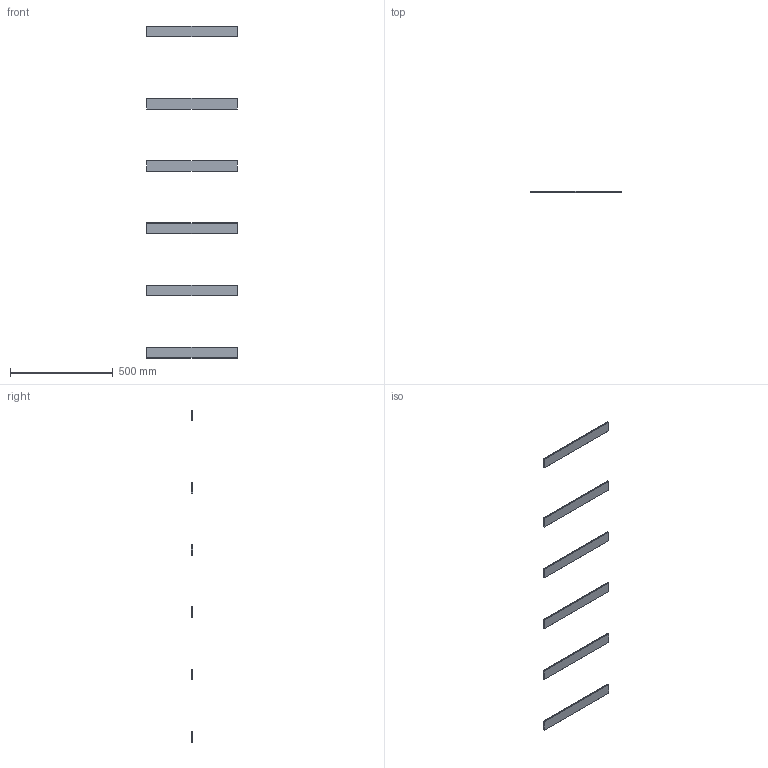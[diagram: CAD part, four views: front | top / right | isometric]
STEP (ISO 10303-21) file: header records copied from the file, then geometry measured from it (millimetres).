
FILE_DESCRIPTION(/* description */ (''),/* implementation_level */ '2;1');
FILE_NAME(/* name */ '3D_100-1202-XX_re_6 106331.stp',/* time_stamp */ '2022-03-17T14:13:46+01:00',/* author */ ('ps'),/* organization */ (''),/* preprocessor_version */ 'ST-DEVELOPER v18.1',/* originating_system */ 'Autodesk Inventor 2021',/* authorisation */ '');
FILE_SCHEMA (('CONFIG_CONTROL_DESIGN'));
Length unit declared in the file: millimetre
Products named in the file (2): Holz Einlage 3/3 B600 H52 re 6er; Holz Einlage H52 Pleno Liro 600 3/3
Assembly tree (6 placements, depth 2):
  Holz Einlage 3/3 B600 H52 re 6er
    Holz Einlage H52 Pleno Liro 600 3/3  x6
Bounding box: 442 x 6 x 1617 mm (x, y, z)
Volume: 825514.6 mm3; surface area: 307638.9 mm2
Topology: 6 solids, 6 shells, 60 faces, 144 edges, 96 vertices
Faces by surface type: plane 60
Entity records: 416 total; most frequent: DIRECTION 62, CARTESIAN_POINT 59, ORIENTED_EDGE 48, LINE 24, VECTOR 24, EDGE_CURVE 24, AXIS2_PLACEMENT_3D 19, VERTEX_POINT 16
